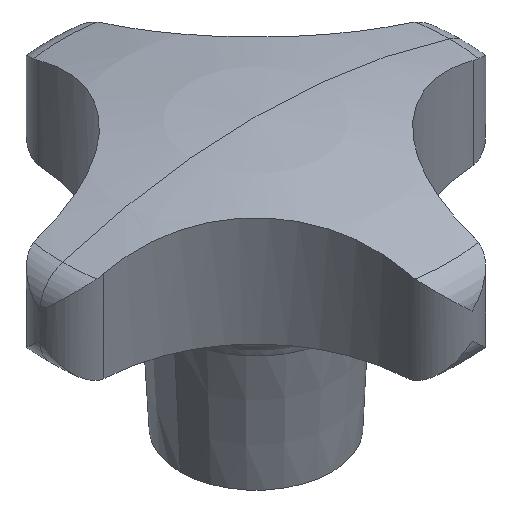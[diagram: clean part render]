
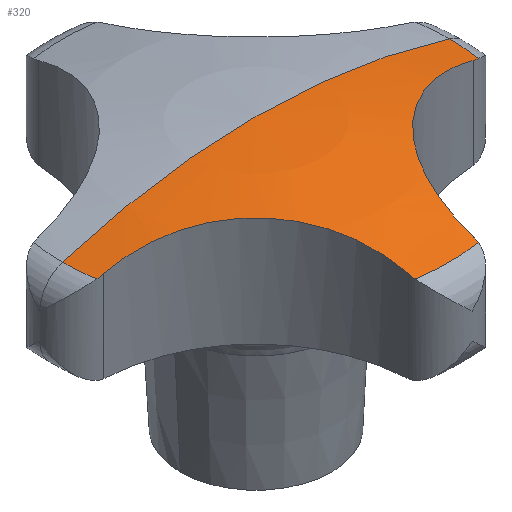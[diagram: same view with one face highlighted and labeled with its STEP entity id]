
A CAD part, isometric view. The second image highlights one B-rep face of the part: STEP entity #320.
In plain terms, the highlighted spherical face has radius 60 mm.
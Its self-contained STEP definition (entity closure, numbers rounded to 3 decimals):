
#234=VERTEX_POINT('',#658);
#264=EDGE_CURVE('',#376,#330,#691,.T.);
#266=VERTEX_POINT('',#693);
#286=EDGE_CURVE('',#596,#548,#716,.T.);
#320=ADVANCED_FACE('',(#752),#753,.T.);
#324=EDGE_CURVE('',#402,#400,#757,.T.);
#330=VERTEX_POINT('',#763);
#346=VERTEX_POINT('',#781);
#356=EDGE_CURVE('',#400,#346,#792,.T.);
#376=VERTEX_POINT('',#814);
#400=VERTEX_POINT('',#838);
#402=VERTEX_POINT('',#840);
#404=EDGE_CURVE('',#518,#266,#842,.T.);
#442=EDGE_CURVE('',#330,#402,#884,.T.);
#444=EDGE_CURVE('',#234,#596,#886,.T.);
#486=EDGE_CURVE('',#518,#516,#933,.T.);
#516=VERTEX_POINT('',#966);
#518=VERTEX_POINT('',#968);
#548=VERTEX_POINT('',#1004);
#552=EDGE_CURVE('',#266,#234,#1008,.T.);
#570=EDGE_CURVE('',#516,#346,#1026,.T.);
#596=VERTEX_POINT('',#1056);
#610=EDGE_CURVE('',#548,#376,#1070,.T.);
#658=CARTESIAN_POINT('',(-17.085,-2.999,22.438));
#691=B_SPLINE_CURVE_WITH_KNOTS('',3,(#1223,#1224,#1225,#1226,#1227,#1228),.UNSPECIFIED.,.F.,.F.,(4,2,4),(8.488,8.647,9.063),.UNSPECIFIED.);
#693=CARTESIAN_POINT('',(-17.654,-2.928,22.269));
#716=B_SPLINE_CURVE_WITH_KNOTS('',3,(#1261,#1262,#1263,#1264),.UNSPECIFIED.,.F.,.F.,(4,4),(0.0,0.582),.UNSPECIFIED.);
#752=FACE_OUTER_BOUND('',#1366,.T.);
#753=SPHERICAL_SURFACE('',#1367,60.);
#757=B_SPLINE_CURVE_WITH_KNOTS('',3,(#1373,#1374,#1375,#1376),.UNSPECIFIED.,.F.,.F.,(4,4),(0.0,0.582),.UNSPECIFIED.);
#763=CARTESIAN_POINT('',(2.999,-17.085,22.438));
#781=CARTESIAN_POINT('',(17.895,0.,22.269));
#792=CIRCLE('',#1419,17.895);
#814=CARTESIAN_POINT('',(2.928,-17.654,22.269));
#838=CARTESIAN_POINT('',(17.654,-2.928,22.269));
#840=CARTESIAN_POINT('',(17.085,-2.999,22.438));
#842=CIRCLE('',#1513,17.895);
#884=B_SPLINE_CURVE_WITH_KNOTS('',3,(#1588,#1589,#1590,#1591,#1592,#1593,#1594,#1595,#1596,#1597,#1598,#1599,#1600,#1601,#1602,#1603,#1604,#1605),.UNSPECIFIED.,.F.,.F.,(4,2,2,2,2,2,2,2,4),(23.196,25.893,28.591,31.288,33.985,36.686,39.386,42.087,44.598),.UNSPECIFIED.);
#886=B_SPLINE_CURVE_WITH_KNOTS('',3,(#1608,#1609,#1610,#1611,#1612,#1613,#1614,#1615,#1616,#1617,#1618,#1619,#1620,#1621,#1622,#1623,#1624,#1625),.UNSPECIFIED.,.F.,.F.,(4,2,2,2,2,2,2,2,4),(23.196,25.893,28.591,31.288,33.985,36.686,39.386,42.087,44.598),.UNSPECIFIED.);
#933=CIRCLE('',#1713,60.);
#966=CARTESIAN_POINT('',(0.,0.,25.));
#968=CARTESIAN_POINT('',(-17.895,0.,22.269));
#1004=CARTESIAN_POINT('',(-2.928,-17.654,22.269));
#1008=B_SPLINE_CURVE_WITH_KNOTS('',3,(#1830,#1831,#1832,#1833,#1834,#1835),.UNSPECIFIED.,.F.,.F.,(4,2,4),(8.488,8.647,9.063),.UNSPECIFIED.);
#1026=CIRCLE('',#1891,60.);
#1056=CARTESIAN_POINT('',(-2.999,-17.085,22.438));
#1070=CIRCLE('',#2012,17.895);
#1223=CARTESIAN_POINT('',(2.928,-17.654,22.269));
#1224=CARTESIAN_POINT('',(2.94,-17.601,22.285));
#1225=CARTESIAN_POINT('',(2.95,-17.549,22.3));
#1226=CARTESIAN_POINT('',(2.982,-17.358,22.357));
#1227=CARTESIAN_POINT('',(2.995,-17.22,22.398));
#1228=CARTESIAN_POINT('',(2.999,-17.085,22.438));
#1261=CARTESIAN_POINT('',(-2.999,-17.085,22.438));
#1262=CARTESIAN_POINT('',(-2.994,-17.271,22.383));
#1263=CARTESIAN_POINT('',(-2.971,-17.463,22.326));
#1264=CARTESIAN_POINT('',(-2.928,-17.654,22.269));
#1366=EDGE_LOOP('',(#2155,#2156,#2157,#2158,#2159,#2160,#2161,#2162,#2163,#2164,#2165));
#1367=AXIS2_PLACEMENT_3D('',#2166,#2167,#2168);
#1373=CARTESIAN_POINT('',(17.085,-2.999,22.438));
#1374=CARTESIAN_POINT('',(17.271,-2.994,22.383));
#1375=CARTESIAN_POINT('',(17.463,-2.971,22.326));
#1376=CARTESIAN_POINT('',(17.654,-2.928,22.269));
#1419=AXIS2_PLACEMENT_3D('',#2214,#2215,#2216);
#1513=AXIS2_PLACEMENT_3D('',#2248,#2249,#2250);
#1588=CARTESIAN_POINT('',(2.999,-17.085,22.438));
#1589=CARTESIAN_POINT('',(3.023,-16.223,22.693));
#1590=CARTESIAN_POINT('',(3.127,-15.325,22.933));
#1591=CARTESIAN_POINT('',(3.515,-13.529,23.357));
#1592=CARTESIAN_POINT('',(3.8,-12.631,23.54));
#1593=CARTESIAN_POINT('',(4.544,-10.901,23.834));
#1594=CARTESIAN_POINT('',(5.003,-10.068,23.945));
#1595=CARTESIAN_POINT('',(6.063,-8.522,24.089));
#1596=CARTESIAN_POINT('',(6.663,-7.81,24.122));
#1597=CARTESIAN_POINT('',(7.943,-6.545,24.118));
#1598=CARTESIAN_POINT('',(8.663,-5.953,24.08));
#1599=CARTESIAN_POINT('',(10.223,-4.912,23.926));
#1600=CARTESIAN_POINT('',(11.062,-4.463,23.81));
#1601=CARTESIAN_POINT('',(12.802,-3.74,23.507));
#1602=CARTESIAN_POINT('',(13.704,-3.467,23.319));
#1603=CARTESIAN_POINT('',(15.442,-3.113,22.902));
#1604=CARTESIAN_POINT('',(16.278,-3.022,22.677));
#1605=CARTESIAN_POINT('',(17.085,-2.999,22.438));
#1608=CARTESIAN_POINT('',(-17.085,-2.999,22.438));
#1609=CARTESIAN_POINT('',(-16.223,-3.023,22.693));
#1610=CARTESIAN_POINT('',(-15.325,-3.127,22.933));
#1611=CARTESIAN_POINT('',(-13.529,-3.515,23.357));
#1612=CARTESIAN_POINT('',(-12.631,-3.8,23.54));
#1613=CARTESIAN_POINT('',(-10.901,-4.544,23.834));
#1614=CARTESIAN_POINT('',(-10.068,-5.003,23.945));
#1615=CARTESIAN_POINT('',(-8.522,-6.063,24.089));
#1616=CARTESIAN_POINT('',(-7.81,-6.663,24.122));
#1617=CARTESIAN_POINT('',(-6.545,-7.943,24.118));
#1618=CARTESIAN_POINT('',(-5.953,-8.663,24.08));
#1619=CARTESIAN_POINT('',(-4.912,-10.223,23.926));
#1620=CARTESIAN_POINT('',(-4.463,-11.062,23.81));
#1621=CARTESIAN_POINT('',(-3.74,-12.802,23.507));
#1622=CARTESIAN_POINT('',(-3.467,-13.704,23.319));
#1623=CARTESIAN_POINT('',(-3.113,-15.442,22.902));
#1624=CARTESIAN_POINT('',(-3.022,-16.278,22.677));
#1625=CARTESIAN_POINT('',(-2.999,-17.085,22.438));
#1713=AXIS2_PLACEMENT_3D('',#2346,#2347,#2348);
#1830=CARTESIAN_POINT('',(-17.654,-2.928,22.269));
#1831=CARTESIAN_POINT('',(-17.601,-2.94,22.285));
#1832=CARTESIAN_POINT('',(-17.549,-2.95,22.3));
#1833=CARTESIAN_POINT('',(-17.358,-2.982,22.357));
#1834=CARTESIAN_POINT('',(-17.22,-2.995,22.398));
#1835=CARTESIAN_POINT('',(-17.085,-2.999,22.438));
#1891=AXIS2_PLACEMENT_3D('',#2456,#2457,#2458);
#2012=AXIS2_PLACEMENT_3D('',#2506,#2507,#2508);
#2155=ORIENTED_EDGE('',*,*,#486,.F.);
#2156=ORIENTED_EDGE('',*,*,#404,.T.);
#2157=ORIENTED_EDGE('',*,*,#552,.T.);
#2158=ORIENTED_EDGE('',*,*,#444,.T.);
#2159=ORIENTED_EDGE('',*,*,#286,.T.);
#2160=ORIENTED_EDGE('',*,*,#610,.T.);
#2161=ORIENTED_EDGE('',*,*,#264,.T.);
#2162=ORIENTED_EDGE('',*,*,#442,.T.);
#2163=ORIENTED_EDGE('',*,*,#324,.T.);
#2164=ORIENTED_EDGE('',*,*,#356,.T.);
#2165=ORIENTED_EDGE('',*,*,#570,.F.);
#2166=CARTESIAN_POINT('',(0.,0.,-35.));
#2167=DIRECTION('',(0.,0.,1.0));
#2168=DIRECTION('',(-1.0,0.,0.0));
#2214=CARTESIAN_POINT('',(0.,0.,22.269));
#2215=DIRECTION('',(0.,0.,1.0));
#2216=DIRECTION('',(1.0,0.,0.));
#2248=CARTESIAN_POINT('',(0.,0.,22.269));
#2249=DIRECTION('',(0.,0.,1.0));
#2250=DIRECTION('',(1.0,0.,0.));
#2346=CARTESIAN_POINT('',(0.,0.,-35.));
#2347=DIRECTION('',(0.,1.0,0.));
#2348=DIRECTION('',(0.0,0.,-1.0));
#2456=CARTESIAN_POINT('',(0.,0.,-35.));
#2457=DIRECTION('',(0.,1.0,0.));
#2458=DIRECTION('',(0.0,0.,-1.0));
#2506=CARTESIAN_POINT('',(0.,0.,22.269));
#2507=DIRECTION('',(0.,0.,1.0));
#2508=DIRECTION('',(1.0,0.,0.));
